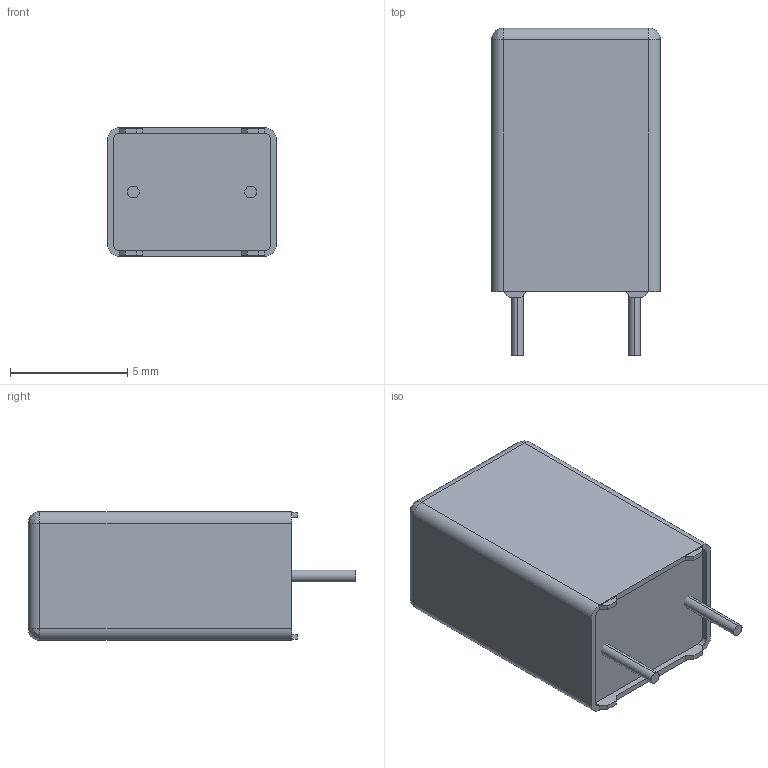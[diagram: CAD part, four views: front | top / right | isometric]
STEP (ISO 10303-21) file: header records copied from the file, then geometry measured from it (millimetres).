
FILE_DESCRIPTION (( 'STEP AP214' ), '1' );
FILE_NAME ('wima_55_72_115.STEP', '2021-12-08T19:10:14', ( '' ), ( '' ), 'SwSTEP 2.0', 'SolidWorks 2020', '' );
FILE_SCHEMA (( 'AUTOMOTIVE_DESIGN' ));
Length unit declared in the file: millimetre
Products named in the file (3): User Library-CAPRR500W50L720T550H1150_WIMA_1H_Lead; wima_55_72_115; User Library-CAPRR500W50L720T550H1150_WIMA_1H_Body
Assembly tree (3 placements, depth 2):
  wima_55_72_115
    User Library-CAPRR500W50L720T550H1150_WIMA_1H_Body
    User Library-CAPRR500W50L720T550H1150_WIMA_1H_Lead  x2
Bounding box: 7.2 x 14 x 5.5 mm (x, y, z)
Volume: 435.6 mm3; surface area: 373.4 mm2
Topology: 3 solids, 3 shells, 51 faces, 120 edges, 72 vertices
Faces by surface type: plane 31, cylinder 16, bspline 4
Entity records: 2003 total; most frequent: CARTESIAN_POINT 291, DIRECTION 236, ORIENTED_EDGE 220, EDGE_CURVE 110, VECTOR 82, LINE 82, AXIS2_PLACEMENT_3D 77, VERTEX_POINT 68
